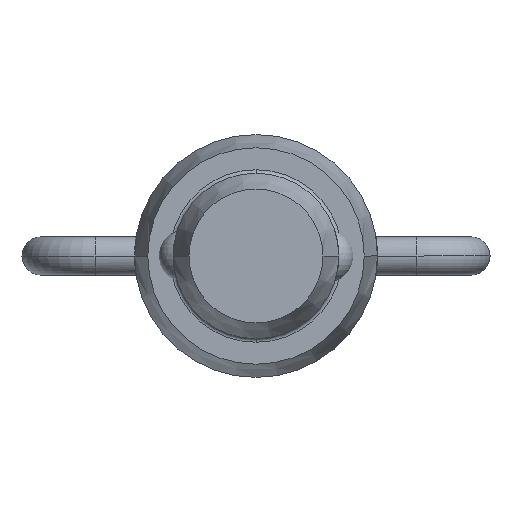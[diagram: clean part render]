
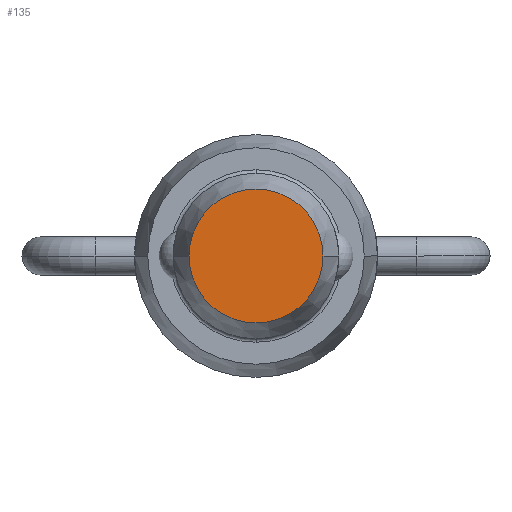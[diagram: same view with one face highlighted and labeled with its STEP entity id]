
A CAD part, front view. The second image highlights one B-rep face of the part: STEP entity #135.
In plain terms, the highlighted planar face has unit normal (0, -1, 0).
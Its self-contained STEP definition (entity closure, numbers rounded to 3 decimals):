
#135=ADVANCED_FACE('',(#272),#273,.T.);
#272=FACE_OUTER_BOUND('',#405,.T.);
#273=PLANE('',#406);
#405=EDGE_LOOP('',(#732,#733));
#406=AXIS2_PLACEMENT_3D('',#734,#735,#736);
#732=ORIENTED_EDGE('',*,*,#793,.T.);
#733=ORIENTED_EDGE('',*,*,#806,.T.);
#734=CARTESIAN_POINT('',(-2.381,-32.131,0.0));
#735=DIRECTION('',(0.,-1.0,0.0));
#736=DIRECTION('',(1.0,0.,0.0));
#793=EDGE_CURVE('',#932,#937,#939,.T.);
#806=EDGE_CURVE('',#937,#932,#960,.T.);
#932=VERTEX_POINT('',#1137);
#937=VERTEX_POINT('',#1143);
#939=CIRCLE('',#1146,3.853);
#960=CIRCLE('',#1167,3.853);
#1137=CARTESIAN_POINT('',(-3.853,-32.131,0.0));
#1143=CARTESIAN_POINT('',(3.853,-32.131,0.));
#1146=AXIS2_PLACEMENT_3D('',#1546,#1547,#1548);
#1167=AXIS2_PLACEMENT_3D('',#1576,#1577,#1578);
#1546=CARTESIAN_POINT('',(0.0,-32.131,0.0));
#1547=DIRECTION('',(0.,-1.0,0.0));
#1548=DIRECTION('',(-1.0,0.,0.0));
#1576=CARTESIAN_POINT('',(0.0,-32.131,0.0));
#1577=DIRECTION('',(0.,-1.0,0.0));
#1578=DIRECTION('',(-1.0,0.,0.0));
